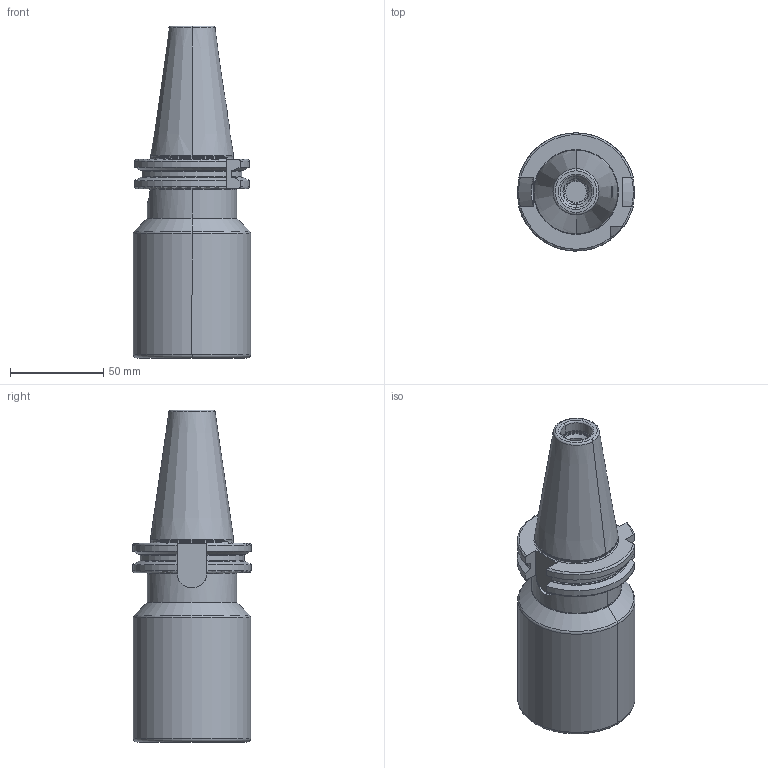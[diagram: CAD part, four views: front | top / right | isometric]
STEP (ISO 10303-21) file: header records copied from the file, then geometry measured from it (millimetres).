
FILE_DESCRIPTION((''),'2;1');
FILE_NAME('402_08_04A','2020-09-25T',('104091'),(''),'CREO PARAMETRIC BY PTC INC, 2016260','CREO PARAMETRIC BY PTC INC, 2016260','');
FILE_SCHEMA(('CONFIG_CONTROL_DESIGN'));
Length unit declared in the file: millimetre
Products named in the file (1): 402_08_04A
Bounding box: 63 x 63.54 x 178.4 mm (x, y, z)
Volume: 276227.6 mm3; surface area: 54478.2 mm2
Topology: 1 solids, 1 shells, 201 faces, 493 edges, 303 vertices
Faces by surface type: plane 66, cylinder 49, cone 49, torus 37
Entity records: 6375 total; most frequent: CARTESIAN_POINT 1588, DIRECTION 1027, ORIENTED_EDGE 982, EDGE_CURVE 491, AXIS2_PLACEMENT_3D 414, VERTEX_POINT 303, EDGE_LOOP 216, CIRCLE 210
